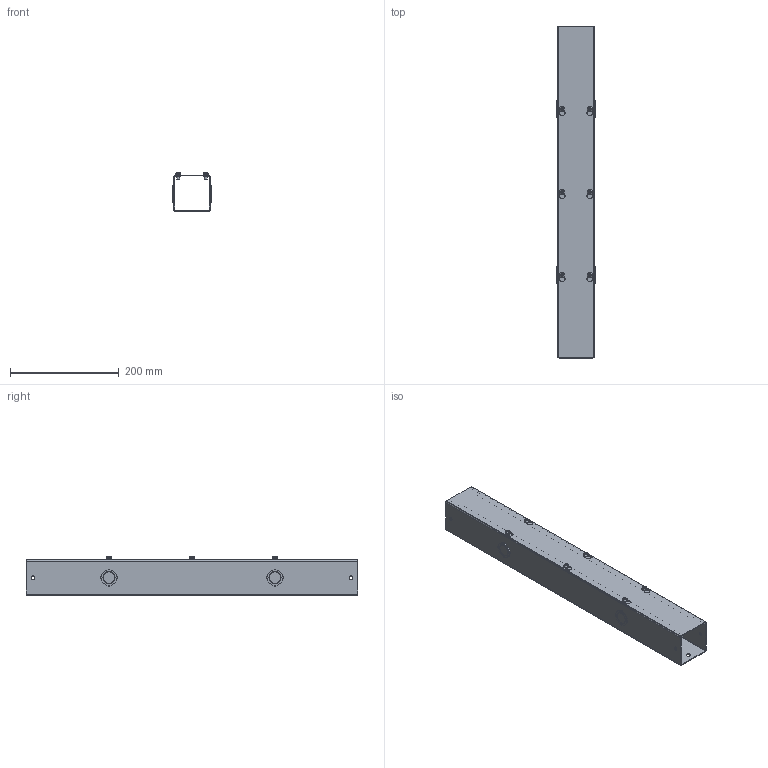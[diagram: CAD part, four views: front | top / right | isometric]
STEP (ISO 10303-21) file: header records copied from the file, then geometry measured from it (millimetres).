
FILE_DESCRIPTION (( 'STEP AP203' ), '1' );
FILE_NAME ('CWSC224.step', '2024-04-25T15:02:07', ( '' ), ( '' ), 'SwSTEP 2.0', 'SolidWorks 2023', '' );
FILE_SCHEMA (( 'CONFIG_CONTROL_DESIGN' ));
Length unit declared in the file: inch
Products named in the file (1): CWSC224
Bounding box: 70.05 x 609.6 x 70.84 mm (x, y, z)
Volume: 249823.1 mm3; surface area: 344769.7 mm2
Topology: 8 solids, 8 shells, 402 faces, 1092 edges, 716 vertices
Faces by surface type: plane 186, cylinder 180, bspline 24, cone 12
Entity records: 14009 total; most frequent: CARTESIAN_POINT 3567, DIRECTION 2198, ORIENTED_EDGE 2184, EDGE_CURVE 1092, AXIS2_PLACEMENT_3D 787, VERTEX_POINT 716, LINE 624, VECTOR 624
